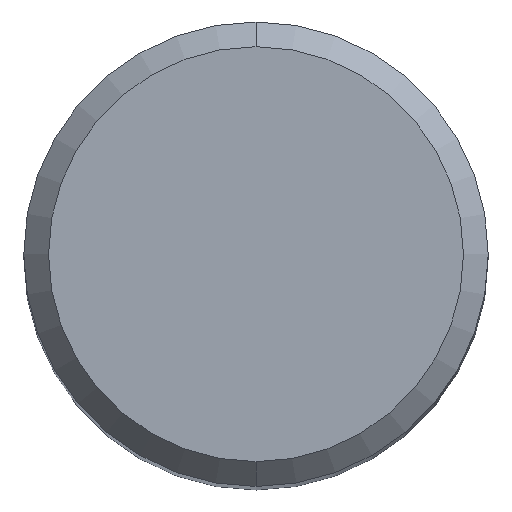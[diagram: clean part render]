
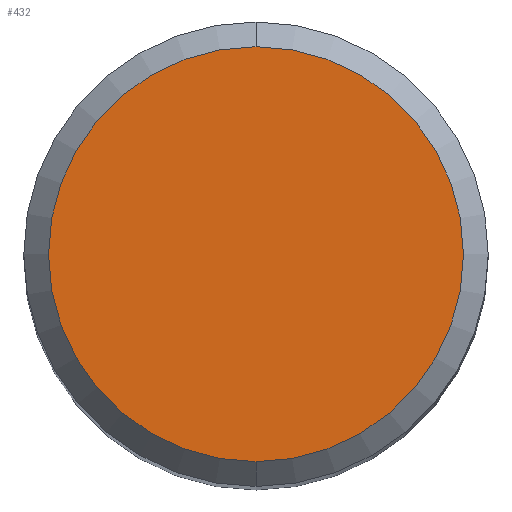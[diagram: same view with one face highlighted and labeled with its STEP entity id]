
A CAD part, top view. The second image highlights one B-rep face of the part: STEP entity #432.
In plain terms, the highlighted planar face has unit normal (0, 0, 1).
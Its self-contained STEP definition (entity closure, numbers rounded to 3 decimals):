
#188=VERTEX_POINT('',#492);
#206=VERTEX_POINT('',#510);
#260=EDGE_CURVE('',#188,#206,#569,.T.);
#396=EDGE_CURVE('',#206,#188,#721,.T.);
#432=ADVANCED_FACE('',(#762),#763,.T.);
#492=CARTESIAN_POINT('',(0.,-6.7,0.0));
#510=CARTESIAN_POINT('',(0.0,6.7,0.0));
#569=CIRCLE('',#981,6.7);
#721=CIRCLE('',#1337,6.7);
#762=FACE_OUTER_BOUND('',#1412,.T.);
#763=PLANE('',#1413);
#981=AXIS2_PLACEMENT_3D('',#1573,#1574,#1575);
#1337=AXIS2_PLACEMENT_3D('',#1757,#1758,#1759);
#1412=EDGE_LOOP('',(#1820,#1821));
#1413=AXIS2_PLACEMENT_3D('',#1822,#1823,#1824);
#1573=CARTESIAN_POINT('',(0.0,0.0,0.0));
#1574=DIRECTION('',(0.0,0.0,-1.0));
#1575=DIRECTION('',(0.0,1.0,0.0));
#1757=CARTESIAN_POINT('',(0.0,0.0,0.0));
#1758=DIRECTION('',(0.0,0.0,-1.0));
#1759=DIRECTION('',(0.0,1.0,0.0));
#1820=ORIENTED_EDGE('',*,*,#396,.F.);
#1821=ORIENTED_EDGE('',*,*,#260,.F.);
#1822=CARTESIAN_POINT('',(0.0,3.35,0.0));
#1823=DIRECTION('',(-0.0,0.0,1.0));
#1824=DIRECTION('',(0.0,-1.0,0.0));
